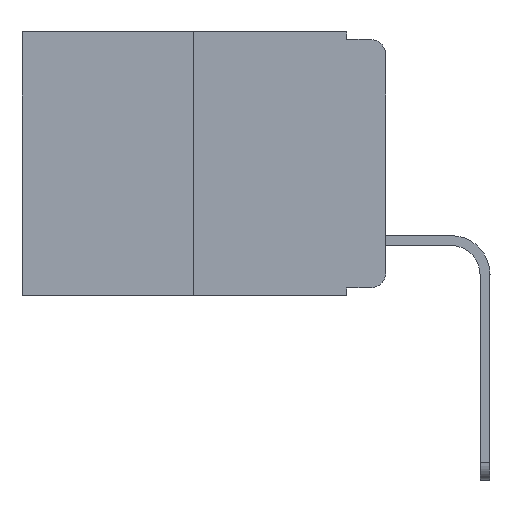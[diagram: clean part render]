
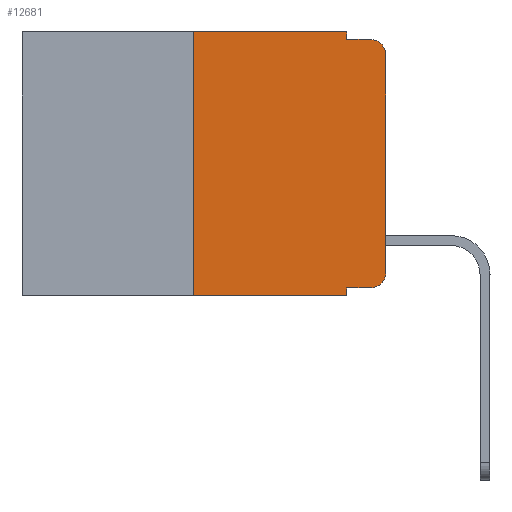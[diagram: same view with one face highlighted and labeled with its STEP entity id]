
A CAD part, left-side view. The second image highlights one B-rep face of the part: STEP entity #12681.
In plain terms, the highlighted planar face has unit normal (-1, 0, 0).
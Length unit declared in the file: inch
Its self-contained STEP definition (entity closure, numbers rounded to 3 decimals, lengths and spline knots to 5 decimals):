
#65 = FACE_OUTER_BOUND ( 'NONE', #10712, .T. ) ;
#283 = EDGE_CURVE ( 'NONE', #5220, #17539, #4230, .T. ) ;
#758 = ORIENTED_EDGE ( 'NONE', *, *, #15765, .F. ) ;
#897 = VECTOR ( 'NONE', #2899, 39.37008 ) ;
#907 = LINE ( 'NONE', #10980, #18930 ) ;
#1514 = CARTESIAN_POINT ( 'NONE',  ( 0., 0.473, 0. ) ) ;
#1959 = ORIENTED_EDGE ( 'NONE', *, *, #13758, .F. ) ;
#2621 = AXIS2_PLACEMENT_3D ( 'NONE', #14392, #5322, #11455 ) ;
#2658 = CARTESIAN_POINT ( 'NONE',  ( 0., 0.25, -0.343 ) ) ;
#2899 = DIRECTION ( 'NONE',  ( 0., 0., 1. ) ) ;
#3012 = CARTESIAN_POINT ( 'NONE',  ( 0., 0.051, -0.333 ) ) ;
#3178 = CARTESIAN_POINT ( 'NONE',  ( 0., 0., -0.03 ) ) ;
#3282 = CARTESIAN_POINT ( 'NONE',  ( 0., 0.473, 0. ) ) ;
#3456 = LINE ( 'NONE', #15841, #6318 ) ;
#4138 = CARTESIAN_POINT ( 'NONE',  ( 0., 0.02, -0.313 ) ) ;
#4230 = LINE ( 'NONE', #11986, #897 ) ;
#4698 = VECTOR ( 'NONE', #7992, 39.37008 ) ;
#4829 = CARTESIAN_POINT ( 'NONE',  ( 0., 0.051, -0.333 ) ) ;
#5220 = VERTEX_POINT ( 'NONE', #2658 ) ;
#5322 = DIRECTION ( 'NONE',  ( -1., 0., 0. ) ) ;
#5553 = ORIENTED_EDGE ( 'NONE', *, *, #6273, .T. ) ;
#5664 = ORIENTED_EDGE ( 'NONE', *, *, #283, .F. ) ;
#5804 = EDGE_CURVE ( 'NONE', #5969, #6006, #12113, .T. ) ;
#5884 = LINE ( 'NONE', #4829, #4698 ) ;
#5969 = VERTEX_POINT ( 'NONE', #19574 ) ;
#6006 = VERTEX_POINT ( 'NONE', #17793 ) ;
#6273 = EDGE_CURVE ( 'NONE', #6962, #5969, #5884, .T. ) ;
#6318 = VECTOR ( 'NONE', #18713, 39.37008 ) ;
#6373 = DIRECTION ( 'NONE',  ( 0., -1., 0. ) ) ;
#6396 = VERTEX_POINT ( 'NONE', #14361 ) ;
#6750 = EDGE_CURVE ( 'NONE', #16160, #9458, #8497, .T. ) ;
#6950 = DIRECTION ( 'NONE',  ( 0., 0., -1. ) ) ;
#6962 = VERTEX_POINT ( 'NONE', #3012 ) ;
#7419 = LINE ( 'NONE', #8924, #9789 ) ;
#7992 = DIRECTION ( 'NONE',  ( 0., -1., 0. ) ) ;
#8010 = PLANE ( 'NONE',  #16388 ) ;
#8027 = ORIENTED_EDGE ( 'NONE', *, *, #6750, .T. ) ;
#8100 = ORIENTED_EDGE ( 'NONE', *, *, #16247, .T. ) ;
#8497 = CIRCLE ( 'NONE', #2621, 0.02 ) ;
#8594 = VERTEX_POINT ( 'NONE', #10545 ) ;
#8824 = EDGE_CURVE ( 'NONE', #6396, #9458, #907, .T. ) ;
#8914 = DIRECTION ( 'NONE',  ( 0., 0., 1. ) ) ;
#8924 = CARTESIAN_POINT ( 'NONE',  ( 0., 0.051, 0. ) ) ;
#9458 = VERTEX_POINT ( 'NONE', #17689 ) ;
#9789 = VECTOR ( 'NONE', #12070, 39.37008 ) ;
#9815 = CARTESIAN_POINT ( 'NONE',  ( 0., 0.25, 0. ) ) ;
#9962 = DIRECTION ( 'NONE',  ( 0., 0., -1. ) ) ;
#10198 = EDGE_CURVE ( 'NONE', #17539, #8594, #13424, .T. ) ;
#10421 = DIRECTION ( 'NONE',  ( 0., -1., 0. ) ) ;
#10545 = CARTESIAN_POINT ( 'NONE',  ( 0., 0.051, 0. ) ) ;
#10593 = ORIENTED_EDGE ( 'NONE', *, *, #17114, .T. ) ;
#10712 = EDGE_LOOP ( 'NONE', ( #10593, #8027, #12042, #758, #18565, #5664, #8100, #1959, #5553, #16151 ) ) ;
#10874 = AXIS2_PLACEMENT_3D ( 'NONE', #4138, #19247, #6950 ) ;
#10980 = CARTESIAN_POINT ( 'NONE',  ( 0., 0.051, -0.01 ) ) ;
#11455 = DIRECTION ( 'NONE',  ( 0., 0., -1. ) ) ;
#11986 = CARTESIAN_POINT ( 'NONE',  ( 0., 0.25, 0. ) ) ;
#12042 = ORIENTED_EDGE ( 'NONE', *, *, #8824, .F. ) ;
#12070 = DIRECTION ( 'NONE',  ( 0., 0., -1. ) ) ;
#12113 = CIRCLE ( 'NONE', #10874, 0.02 ) ;
#12681 = ADVANCED_FACE ( 'NONE', ( #65 ), #8010, .F. ) ;
#12947 = VECTOR ( 'NONE', #10421, 39.37008 ) ;
#13424 = LINE ( 'NONE', #1514, #12947 ) ;
#13758 = EDGE_CURVE ( 'NONE', #6962, #14978, #7419, .T. ) ;
#14361 = CARTESIAN_POINT ( 'NONE',  ( 0., 0.051, -0.01 ) ) ;
#14392 = CARTESIAN_POINT ( 'NONE',  ( 0., 0.02, -0.03 ) ) ;
#14978 = VERTEX_POINT ( 'NONE', #15701 ) ;
#15379 = DIRECTION ( 'NONE',  ( 0., 0., -1. ) ) ;
#15684 = VECTOR ( 'NONE', #8914, 39.37008 ) ;
#15701 = CARTESIAN_POINT ( 'NONE',  ( 0., 0.051, -0.343 ) ) ;
#15765 = EDGE_CURVE ( 'NONE', #8594, #6396, #16032, .T. ) ;
#15841 = CARTESIAN_POINT ( 'NONE',  ( 0., 0.473, -0.343 ) ) ;
#15912 = LINE ( 'NONE', #16479, #15684 ) ;
#16032 = LINE ( 'NONE', #17620, #19142 ) ;
#16151 = ORIENTED_EDGE ( 'NONE', *, *, #5804, .T. ) ;
#16160 = VERTEX_POINT ( 'NONE', #3178 ) ;
#16247 = EDGE_CURVE ( 'NONE', #5220, #14978, #3456, .T. ) ;
#16388 = AXIS2_PLACEMENT_3D ( 'NONE', #3282, #16929, #15379 ) ;
#16479 = CARTESIAN_POINT ( 'NONE',  ( 0., 0., 0. ) ) ;
#16929 = DIRECTION ( 'NONE',  ( 1., 0., 0. ) ) ;
#17114 = EDGE_CURVE ( 'NONE', #6006, #16160, #15912, .T. ) ;
#17539 = VERTEX_POINT ( 'NONE', #9815 ) ;
#17620 = CARTESIAN_POINT ( 'NONE',  ( 0., 0.051, 0. ) ) ;
#17689 = CARTESIAN_POINT ( 'NONE',  ( 0., 0.02, -0.01 ) ) ;
#17793 = CARTESIAN_POINT ( 'NONE',  ( 0., 0., -0.313 ) ) ;
#18565 = ORIENTED_EDGE ( 'NONE', *, *, #10198, .F. ) ;
#18713 = DIRECTION ( 'NONE',  ( 0., -1., 0. ) ) ;
#18930 = VECTOR ( 'NONE', #6373, 39.37008 ) ;
#19142 = VECTOR ( 'NONE', #9962, 39.37008 ) ;
#19247 = DIRECTION ( 'NONE',  ( -1., 0., 0. ) ) ;
#19574 = CARTESIAN_POINT ( 'NONE',  ( 0., 0.02, -0.333 ) ) ;
